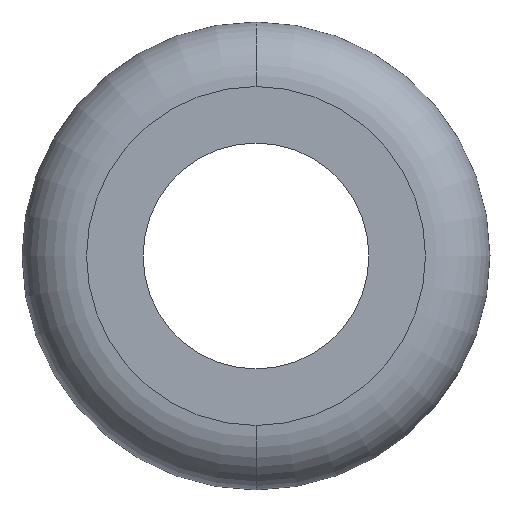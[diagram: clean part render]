
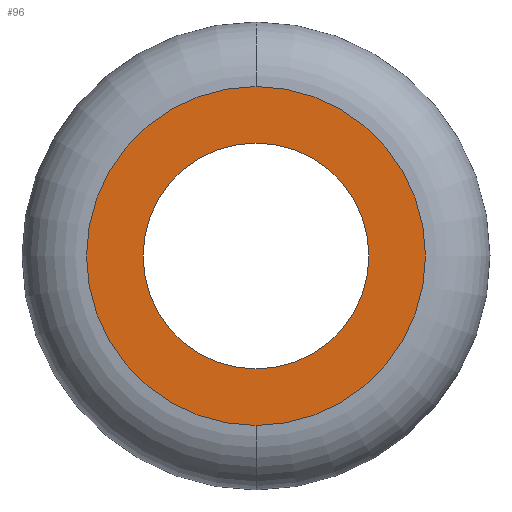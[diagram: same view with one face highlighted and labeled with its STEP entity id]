
A CAD part, front view. The second image highlights one B-rep face of the part: STEP entity #96.
In plain terms, the highlighted planar face has unit normal (0, -1, 0).
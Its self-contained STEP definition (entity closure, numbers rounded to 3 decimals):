
#67 = ORIENTED_EDGE ( 'NONE', *, *, #116, .F. ) ;
#68 = EDGE_CURVE ( 'NONE', #156, #122, #299, .T. ) ;
#69 = ORIENTED_EDGE ( 'NONE', *, *, #121, .T. ) ;
#70 = ORIENTED_EDGE ( 'NONE', *, *, #130, .F. ) ;
#72 = ORIENTED_EDGE ( 'NONE', *, *, #68, .T. ) ;
#96 = ADVANCED_FACE ( 'NONE', ( #276, #271 ), #269, .T. ) ;
#101 = VERTEX_POINT ( 'NONE', #323 ) ;
#113 = EDGE_LOOP ( 'NONE', ( #72, #69 ) ) ;
#116 = EDGE_CURVE ( 'NONE', #131, #101, #338, .T. ) ;
#121 = EDGE_CURVE ( 'NONE', #122, #156, #352, .T. ) ;
#122 = VERTEX_POINT ( 'NONE', #348 ) ;
#126 = EDGE_LOOP ( 'NONE', ( #70, #67 ) ) ;
#130 = EDGE_CURVE ( 'NONE', #101, #131, #363, .T. ) ;
#131 = VERTEX_POINT ( 'NONE', #375 ) ;
#156 = VERTEX_POINT ( 'NONE', #407 ) ;
#265 = DIRECTION ( 'NONE',  ( 0., 0., -1. ) ) ;
#266 = DIRECTION ( 'NONE',  ( 0., -1., 0. ) ) ;
#267 = CARTESIAN_POINT ( 'NONE',  ( -7., -5.5, 0. ) ) ;
#268 = AXIS2_PLACEMENT_3D ( 'NONE', #267, #266, #265 ) ;
#269 = PLANE ( 'NONE',  #268 ) ;
#271 = FACE_OUTER_BOUND ( 'NONE', #126, .T. ) ;
#276 = FACE_BOUND ( 'NONE', #113, .T. ) ;
#296 = DIRECTION ( 'NONE',  ( 0., 0., 1. ) ) ;
#297 = DIRECTION ( 'NONE',  ( 0., 1., 0. ) ) ;
#298 = AXIS2_PLACEMENT_3D ( 'NONE', #305, #297, #296 ) ;
#299 = CIRCLE ( 'NONE', #298, 7. ) ;
#305 = CARTESIAN_POINT ( 'NONE',  ( 0., -5.5, 0. ) ) ;
#323 = CARTESIAN_POINT ( 'NONE',  ( 0., -5.5, 10.5 ) ) ;
#337 = CARTESIAN_POINT ( 'NONE',  ( 0., -5.5, 0. ) ) ;
#338 = CIRCLE ( 'NONE', #358, 10.5 ) ;
#348 = CARTESIAN_POINT ( 'NONE',  ( 0., -5.5, -7. ) ) ;
#349 = DIRECTION ( 'NONE',  ( 0., 0., 1. ) ) ;
#350 = DIRECTION ( 'NONE',  ( 0., 1., 0. ) ) ;
#351 = AXIS2_PLACEMENT_3D ( 'NONE', #359, #350, #349 ) ;
#352 = CIRCLE ( 'NONE', #351, 7. ) ;
#358 = AXIS2_PLACEMENT_3D ( 'NONE', #337, #362, #361 ) ;
#359 = CARTESIAN_POINT ( 'NONE',  ( 0., -5.5, 0. ) ) ;
#361 = DIRECTION ( 'NONE',  ( 0., 0., 1. ) ) ;
#362 = DIRECTION ( 'NONE',  ( 0., 1., 0. ) ) ;
#363 = CIRCLE ( 'NONE', #367, 10.5 ) ;
#364 = DIRECTION ( 'NONE',  ( 0., 0., 1. ) ) ;
#365 = DIRECTION ( 'NONE',  ( 0., 1., 0. ) ) ;
#366 = CARTESIAN_POINT ( 'NONE',  ( 0., -5.5, 0. ) ) ;
#367 = AXIS2_PLACEMENT_3D ( 'NONE', #366, #365, #364 ) ;
#375 = CARTESIAN_POINT ( 'NONE',  ( 0., -5.5, -10.5 ) ) ;
#407 = CARTESIAN_POINT ( 'NONE',  ( 0., -5.5, 7. ) ) ;
